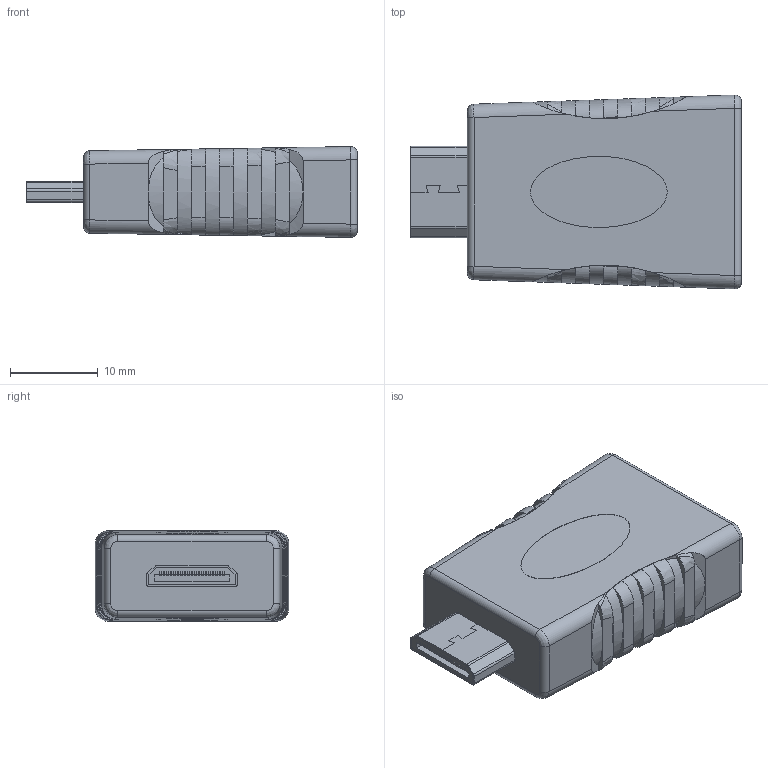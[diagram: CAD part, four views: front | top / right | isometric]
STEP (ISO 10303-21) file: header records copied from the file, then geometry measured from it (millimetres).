
FILE_DESCRIPTION (( 'STEP AP214' ), '1' );
FILE_NAME ('VHC00012.STEP', '2018-04-25T15:22:56', ( '' ), ( '' ), 'SwSTEP 2.0', 'SolidWorks 2017', '' );
FILE_SCHEMA (( 'AUTOMOTIVE_DESIGN' ));
Length unit declared in the file: inch
Products named in the file (6): VHC00012-MA2___; VHC00004-MA2; 1AH05-019-MA1___; 1AH05-019-MA2(VHC00004-MA2)___; VHC00012-MA1; VHC00012
Assembly tree (5 placements, depth 3):
  VHC00012
    VHC00012-MA1
    VHC00004-MA2
      1AH05-019-MA2(VHC00004-MA2)___
      1AH05-019-MA1___
    VHC00012-MA2___
Bounding box: 37.8 x 22.14 x 10.38 mm (x, y, z)
Volume: 6797.8 mm3; surface area: 6060.4 mm2
Topology: 25 solids, 25 shells, 1449 faces, 4133 edges, 2703 vertices
Faces by surface type: plane 1154, cylinder 209, bspline 82, sphere 4
Entity records: 59558 total; most frequent: CARTESIAN_POINT 12848, ORIENTED_EDGE 8254, DIRECTION 6811, EDGE_CURVE 4127, LINE 3459, VECTOR 3459, VERTEX_POINT 2703, AXIS2_PLACEMENT_3D 1676
